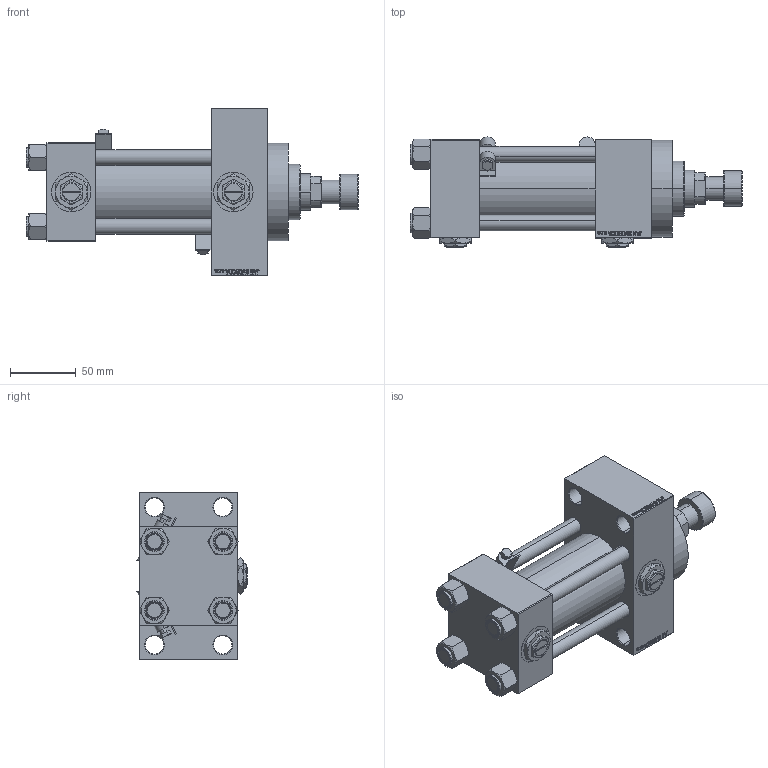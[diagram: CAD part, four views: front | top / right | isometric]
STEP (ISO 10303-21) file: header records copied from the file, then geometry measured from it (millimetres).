
FILE_DESCRIPTION (( 'STEP AP203' ), '1' );
FILE_NAME ('bc65.STEP', '2024-12-08T10:02:10', ( '' ), ( '' ), 'SwSTEP 2.0', 'SolidWorks 2019', '' );
FILE_SCHEMA (( 'CONFIG_CONTROL_DESIGN' ));
Length unit declared in the file: millimetre
Products named in the file (9): V215CR_VCP_D c6266f42b2e586b73c506adee4b13f13; V215CR_ROD_END_F c6266f42b2e586b73c506adee4b13f13; Zatka_pro_OIL_PORT c6266f42b2e586b73c506adee4b13f13; MSRF_MSRG1 c6266f42b2e586b73c506adee4b13f13; bc65; NUT_M5_D c6266f42b2e586b73c506adee4b13f13; V215CR_D_TYCINKA c6266f42b2e586b73c506adee4b13f13; V215CR_D_Body c6266f42b2e586b73c506adee4b13f13; V215_VC_A c6266f42b2e586b73c506adee4b13f13
Assembly tree (16 placements, depth 2):
  bc65
    V215CR_D_Body c6266f42b2e586b73c506adee4b13f13
    V215CR_VCP_D c6266f42b2e586b73c506adee4b13f13
    NUT_M5_D c6266f42b2e586b73c506adee4b13f13  x4
    V215CR_D_TYCINKA c6266f42b2e586b73c506adee4b13f13  x4
    V215_VC_A c6266f42b2e586b73c506adee4b13f13
    V215CR_ROD_END_F c6266f42b2e586b73c506adee4b13f13
    MSRF_MSRG1 c6266f42b2e586b73c506adee4b13f13  x2
    Zatka_pro_OIL_PORT c6266f42b2e586b73c506adee4b13f13  x2
Bounding box: 253 x 83.88 x 128 mm (x, y, z)
Volume: 876881.1 mm3; surface area: 198008 mm2
Topology: 16 solids, 16 shells, 1283 faces, 3160 edges, 2033 vertices
Faces by surface type: plane 585, bspline 368, cone 186, cylinder 132, torus 12
Entity records: 50800 total; most frequent: CARTESIAN_POINT 25957, ORIENTED_EDGE 5470, DIRECTION 3677, EDGE_CURVE 2735, VERTEX_POINT 1783, LINE 1607, VECTOR 1607, EDGE_LOOP 1232
